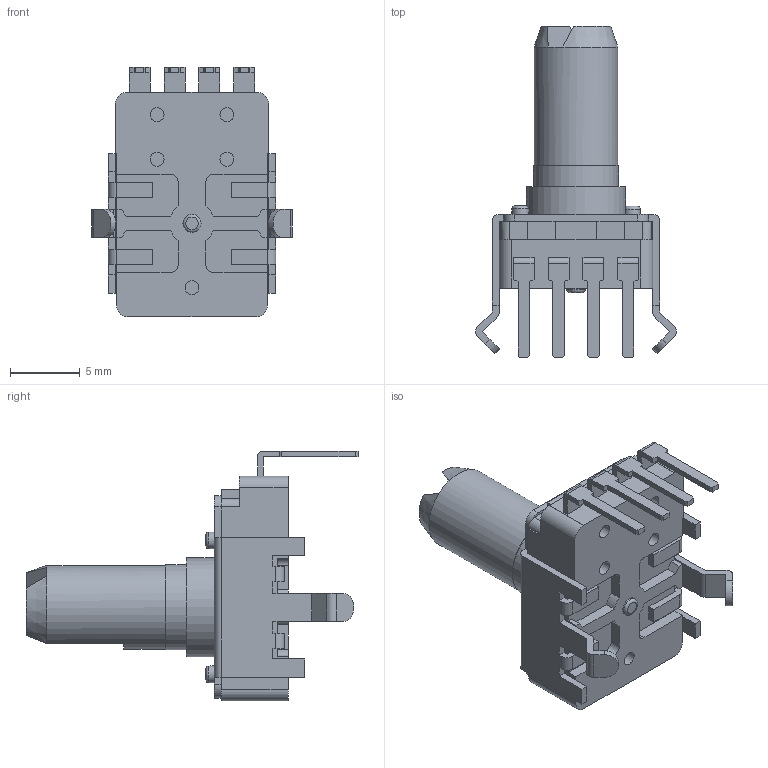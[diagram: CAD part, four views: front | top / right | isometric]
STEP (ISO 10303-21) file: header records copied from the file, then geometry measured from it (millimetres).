
FILE_DESCRIPTION(/* description */ (''),/* implementation_level */ '2;1');
FILE_NAME(/* name */ 'PTV111-4420A.step',/* time_stamp */ '2017-03-02T20:40:43+09:00',/* author */ (''),/* organization */ (''),/* preprocessor_version */ 'ST-DEVELOPER v16.5',/* originating_system */ 'Autodesk Translation Framework v5.2.0.2920',/* authorisation */ '');
FILE_SCHEMA (('AUTOMOTIVE_DESIGN { 1 0 10303 214 3 1 1 }'));
Length unit declared in the file: millimetre
Products named in the file (1): PTV111-4420A
Bounding box: 14.4 x 23.8 x 17.9 mm (x, y, z)
Volume: 1279 mm3; surface area: 1335 mm2
Topology: 1 solids, 1 shells, 245 faces, 673 edges, 439 vertices
Faces by surface type: plane 191, cylinder 49, torus 3, cone 2
Full cylindrical faces by diameter (mm): 1 x5, 1.1 x2, 1.2 x2, 1.3 x1, 6 x1, 6.1 x1, 7.1 x1
Entity records: 7801 total; most frequent: CARTESIAN_POINT 1348, ORIENTED_EDGE 1316, DIRECTION 1252, EDGE_CURVE 654, LINE 540, VECTOR 540, VERTEX_POINT 436, AXIS2_PLACEMENT_3D 356
